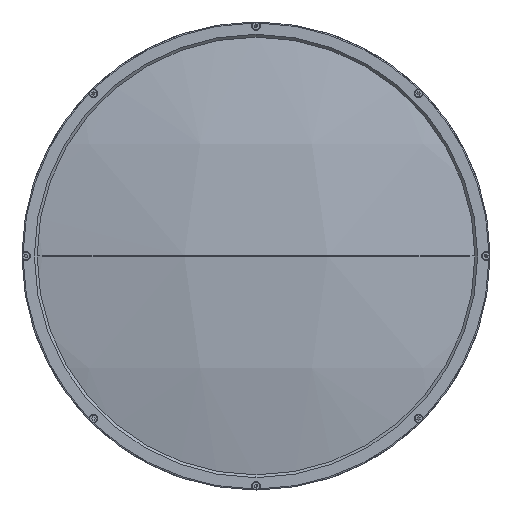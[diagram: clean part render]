
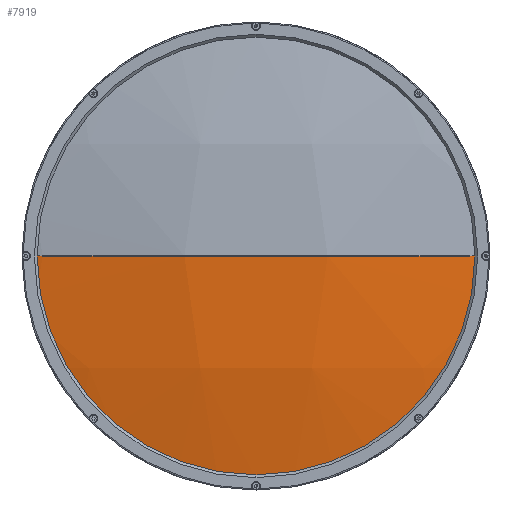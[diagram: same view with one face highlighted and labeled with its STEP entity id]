
A CAD part, left-side view. The second image highlights one B-rep face of the part: STEP entity #7919.
In plain terms, the highlighted spherical face has radius 900 mm.
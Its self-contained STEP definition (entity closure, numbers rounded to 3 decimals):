
#23 = DIRECTION ( 'NONE',  ( -1., 0., 0. ) ) ;
#243 = DIRECTION ( 'NONE',  ( 0., 0., 1. ) ) ;
#384 = VERTEX_POINT ( 'NONE', #428 ) ;
#412 = CIRCLE ( 'NONE', #7276, 900. ) ;
#428 = CARTESIAN_POINT ( 'NONE',  ( -873.048, 190., 0. ) ) ;
#470 = CARTESIAN_POINT ( 'NONE',  ( 6.668, 0., 0. ) ) ;
#547 = CIRCLE ( 'NONE', #8825, 900. ) ;
#584 = EDGE_CURVE ( 'NONE', #9171, #6179, #3771, .T. ) ;
#1076 = CARTESIAN_POINT ( 'NONE',  ( -873.048, 190., 0. ) ) ;
#1166 = ORIENTED_EDGE ( 'NONE', *, *, #584, .T. ) ;
#1274 = EDGE_LOOP ( 'NONE', ( #1166, #2115, #6475, #6852, #4707, #2200 ) ) ;
#1505 = DIRECTION ( 'NONE',  ( -1., 0., 0. ) ) ;
#1573 = DIRECTION ( 'NONE',  ( 0., 1., 0. ) ) ;
#2066 = DIRECTION ( 'NONE',  ( 0., -1., 0. ) ) ;
#2115 = ORIENTED_EDGE ( 'NONE', *, *, #6651, .T. ) ;
#2200 = ORIENTED_EDGE ( 'NONE', *, *, #7817, .F. ) ;
#2259 = CARTESIAN_POINT ( 'NONE',  ( -873.048, -190., 0. ) ) ;
#2721 = CIRCLE ( 'NONE', #3599, 879.716 ) ;
#2876 = CARTESIAN_POINT ( 'NONE',  ( -873.048, -190., 0. ) ) ;
#2989 = CARTESIAN_POINT ( 'NONE',  ( 6.668, 190., 0. ) ) ;
#3568 = DIRECTION ( 'NONE',  ( 0., 0., 1. ) ) ;
#3599 = AXIS2_PLACEMENT_3D ( 'NONE', #9533, #9641, #10366 ) ;
#3678 = CARTESIAN_POINT ( 'NONE',  ( 6.668, 0., 0. ) ) ;
#3771 = CIRCLE ( 'NONE', #6791, 198.999 ) ;
#4101 = SPHERICAL_SURFACE ( 'NONE', #10816, 900. ) ;
#4636 = CIRCLE ( 'NONE', #6052, 900. ) ;
#4707 = ORIENTED_EDGE ( 'NONE', *, *, #10225, .F. ) ;
#4826 = AXIS2_PLACEMENT_3D ( 'NONE', #2989, #2066, #10605 ) ;
#5280 = CARTESIAN_POINT ( 'NONE',  ( 6.668, 0., 0. ) ) ;
#5337 = DIRECTION ( 'NONE',  ( 0., 0., 1. ) ) ;
#5863 = VERTEX_POINT ( 'NONE', #2259 ) ;
#5882 = CIRCLE ( 'NONE', #4826, 879.716 ) ;
#6052 = AXIS2_PLACEMENT_3D ( 'NONE', #3678, #5337, #10358 ) ;
#6179 = VERTEX_POINT ( 'NONE', #10198 ) ;
#6475 = ORIENTED_EDGE ( 'NONE', *, *, #10509, .F. ) ;
#6651 = EDGE_CURVE ( 'NONE', #6179, #9861, #547, .T. ) ;
#6755 = DIRECTION ( 'NONE',  ( 0., 0., -1. ) ) ;
#6791 = AXIS2_PLACEMENT_3D ( 'NONE', #10176, #23, #243 ) ;
#6852 = ORIENTED_EDGE ( 'NONE', *, *, #7761, .F. ) ;
#6940 = DIRECTION ( 'NONE',  ( -1., 0., 0. ) ) ;
#7276 = AXIS2_PLACEMENT_3D ( 'NONE', #5280, #3568, #6940 ) ;
#7421 = CARTESIAN_POINT ( 'NONE',  ( -871.056, 198.999, 0. ) ) ;
#7761 = EDGE_CURVE ( 'NONE', #8115, #5863, #412, .T. ) ;
#7817 = EDGE_CURVE ( 'NONE', #9171, #384, #4636, .T. ) ;
#7919 = ADVANCED_FACE ( 'NONE', ( #8192 ), #4101, .T. ) ;
#8115 = VERTEX_POINT ( 'NONE', #1076 ) ;
#8192 = FACE_OUTER_BOUND ( 'NONE', #1274, .T. ) ;
#8235 = DIRECTION ( 'NONE',  ( 0., 0., -1. ) ) ;
#8825 = AXIS2_PLACEMENT_3D ( 'NONE', #470, #8235, #1505 ) ;
#9171 = VERTEX_POINT ( 'NONE', #7421 ) ;
#9533 = CARTESIAN_POINT ( 'NONE',  ( 6.668, -190., 0. ) ) ;
#9641 = DIRECTION ( 'NONE',  ( 0., 1., 0. ) ) ;
#9861 = VERTEX_POINT ( 'NONE', #2876 ) ;
#10176 = CARTESIAN_POINT ( 'NONE',  ( -871.056, 0., 0. ) ) ;
#10198 = CARTESIAN_POINT ( 'NONE',  ( -871.056, -198.999, 0. ) ) ;
#10225 = EDGE_CURVE ( 'NONE', #384, #8115, #5882, .T. ) ;
#10358 = DIRECTION ( 'NONE',  ( 1., 0., 0. ) ) ;
#10366 = DIRECTION ( 'NONE',  ( 0., 0., 1. ) ) ;
#10509 = EDGE_CURVE ( 'NONE', #5863, #9861, #2721, .T. ) ;
#10605 = DIRECTION ( 'NONE',  ( 0., 0., -1. ) ) ;
#10816 = AXIS2_PLACEMENT_3D ( 'NONE', #10901, #6755, #1573 ) ;
#10901 = CARTESIAN_POINT ( 'NONE',  ( 6.668, 0., 0. ) ) ;
